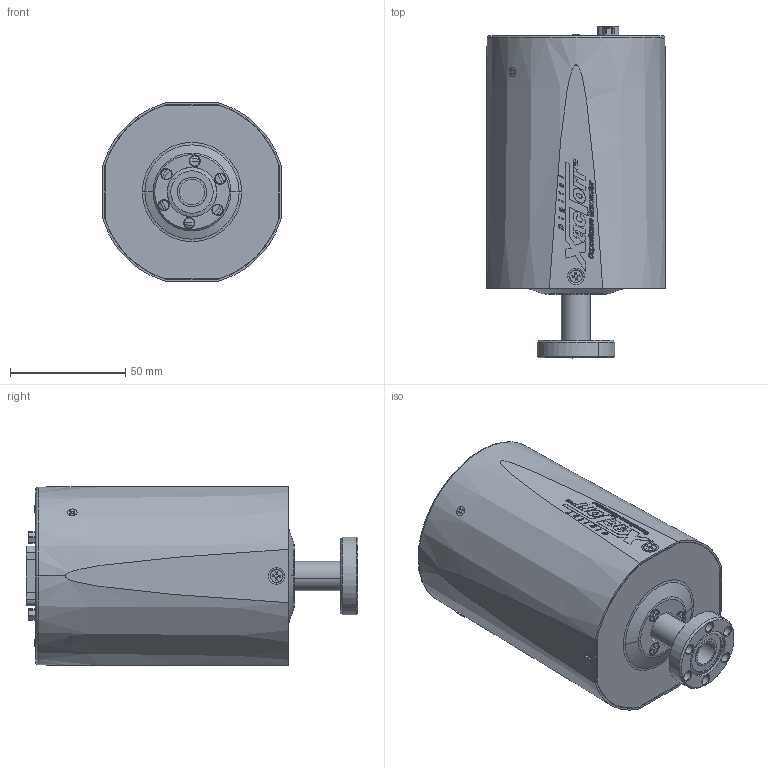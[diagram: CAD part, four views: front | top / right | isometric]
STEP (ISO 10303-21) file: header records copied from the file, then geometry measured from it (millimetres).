
FILE_DESCRIPTION (( 'STEP AP203' ), '1' );
FILE_NAME ('CMX-0-XXX-2-5.STEP', '2017-09-29T14:00:56', ( 'mrutkowski' ), ( 'Hewlett-Packard Company' ), 'SwSTEP 2.0', 'SolidWorks 2017', '' );
FILE_SCHEMA (( 'CONFIG_CONTROL_DESIGN' ));
Length unit declared in the file: inch
Products named in the file (1): CMX-0-XXX-2-5
Bounding box: 77.44 x 143.82 x 77.44 mm (x, y, z)
Surface area: 88909.4 mm2 (no closed solid volume)
Topology: 0 solids, 128 shells, 1095 faces, 7652 edges, 6497 vertices
Faces by surface type: plane 638, bspline 195, cylinder 144, cone 82, torus 32, sphere 4
Entity records: 89538 total; most frequent: CARTESIAN_POINT 36801, ORIENTED_EDGE 9665, DIRECTION 8917, EDGE_CURVE 7648, VERTEX_POINT 6497, VECTOR 5443, LINE 5443, AXIS2_PLACEMENT_3D 1737
